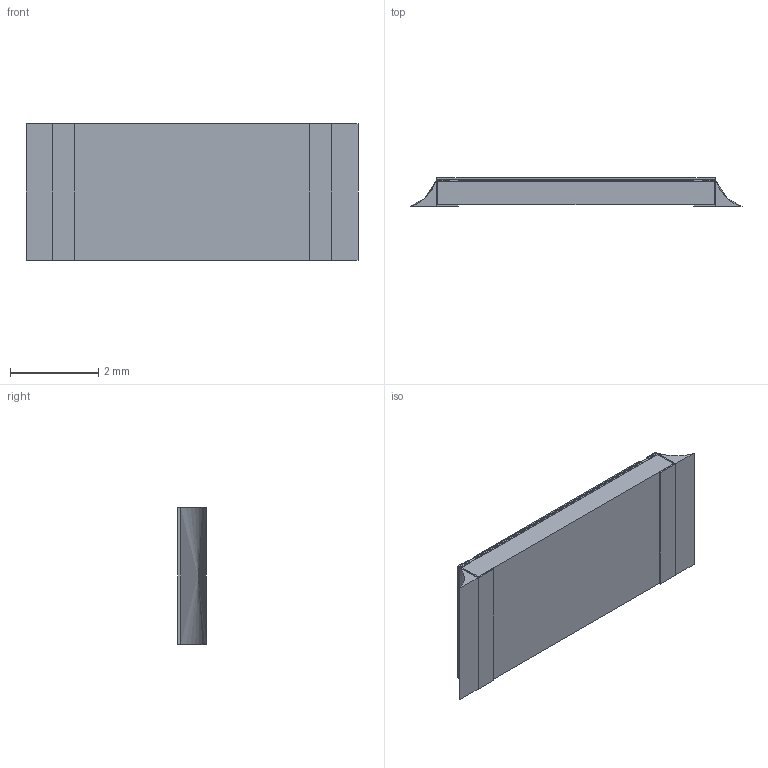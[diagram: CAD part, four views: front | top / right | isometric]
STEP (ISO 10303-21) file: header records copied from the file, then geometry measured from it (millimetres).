
FILE_DESCRIPTION(('STEP AP242'), '1');
FILE_NAME('RES-2512-H0.55', '', ('UNSPECIFIED'), ('UNSPECIFIED'), 'C3D Converter', 'C3D Toolkit', '');
FILE_SCHEMA(('AP242_MANAGED_MODEL_BASED_3D_ENGINEERING_MIM_LF { 1 0 10303 442 1 1 4 }'));
Length unit declared in the file: millimetre
Products named in the file (1): SR2512MK-071R1L
Bounding box: 7.54 x 0.65 x 3.1 mm (x, y, z)
Surface area: 218.1 mm2
Topology: 14 solids, 14 shells, 106 faces, 234 edges, 156 vertices
Faces by surface type: plane 104, extrusion 2
Entity records: 3829 total; most frequent: CARTESIAN_POINT 509, ORIENTED_EDGE 468, DIRECTION 442, EDGE_CURVE 234, VECTOR 232, LINE 230, VERTEX_POINT 156, COLOUR_RGB 120
